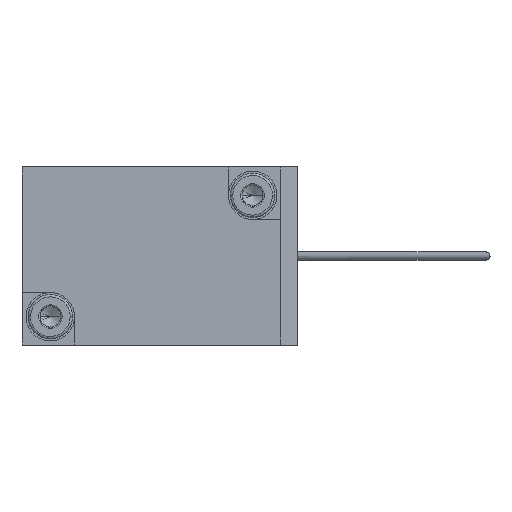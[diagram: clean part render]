
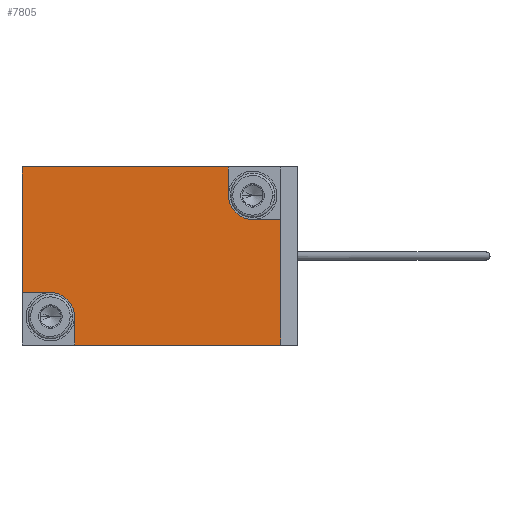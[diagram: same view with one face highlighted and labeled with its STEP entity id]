
A CAD part, front view. The second image highlights one B-rep face of the part: STEP entity #7805.
In plain terms, the highlighted planar face has unit normal (0, -1, 0).
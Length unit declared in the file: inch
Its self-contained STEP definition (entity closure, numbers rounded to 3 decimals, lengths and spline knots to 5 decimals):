
#42 = DIRECTION ( 'NONE',  ( 0., 0., 1. ) ) ;
#70 = CARTESIAN_POINT ( 'NONE',  ( -0.62992, 0., 0.43307 ) ) ;
#335 = DIRECTION ( 'NONE',  ( 1., 0., 0. ) ) ;
#786 = ORIENTED_EDGE ( 'NONE', *, *, #5734, .F. ) ;
#795 = CARTESIAN_POINT ( 'NONE',  ( -0.62992, 0., -0.17717 ) ) ;
#807 = CARTESIAN_POINT ( 'NONE',  ( -0.37402, 0., -0.29528 ) ) ;
#837 = CARTESIAN_POINT ( 'NONE',  ( -0.62992, 0., -0.43307 ) ) ;
#842 = DIRECTION ( 'NONE',  ( 0., 0., 1. ) ) ;
#1031 = VECTOR ( 'NONE', #5487, 39.37008 ) ;
#1436 = DIRECTION ( 'NONE',  ( 0., 1., 0. ) ) ;
#1653 = ORIENTED_EDGE ( 'NONE', *, *, #11790, .F. ) ;
#1782 = ORIENTED_EDGE ( 'NONE', *, *, #4123, .F. ) ;
#1816 = LINE ( 'NONE', #5661, #11948 ) ;
#1836 = DIRECTION ( 'NONE',  ( 0., -1., 0. ) ) ;
#1839 = ORIENTED_EDGE ( 'NONE', *, *, #4812, .T. ) ;
#1871 = VECTOR ( 'NONE', #3662, 39.37008 ) ;
#2187 = DIRECTION ( 'NONE',  ( -1., 0., 0. ) ) ;
#2230 = VERTEX_POINT ( 'NONE', #11508 ) ;
#2483 = VERTEX_POINT ( 'NONE', #7591 ) ;
#2760 = CARTESIAN_POINT ( 'NONE',  ( 0.49213, 0., 0.17717 ) ) ;
#2770 = EDGE_CURVE ( 'NONE', #2230, #5749, #12047, .T. ) ;
#2849 = LINE ( 'NONE', #4629, #5642 ) ;
#2921 = EDGE_LOOP ( 'NONE', ( #9413, #1782, #1839, #11323, #9022, #9968, #786, #8316, #6300, #1653 ) ) ;
#2947 = DIRECTION ( 'NONE',  ( 0., 0., 1. ) ) ;
#3118 = VECTOR ( 'NONE', #2947, 39.37008 ) ;
#3130 = CARTESIAN_POINT ( 'NONE',  ( -0.62992, 0., 0.43307 ) ) ;
#3131 = DIRECTION ( 'NONE',  ( 0., 0., -1. ) ) ;
#3321 = EDGE_CURVE ( 'NONE', #2483, #3954, #7396, .T. ) ;
#3662 = DIRECTION ( 'NONE',  ( -1., 0., 0. ) ) ;
#3954 = VERTEX_POINT ( 'NONE', #4837 ) ;
#4009 = LINE ( 'NONE', #10772, #4361 ) ;
#4123 = EDGE_CURVE ( 'NONE', #12211, #2230, #2849, .T. ) ;
#4170 = FACE_OUTER_BOUND ( 'NONE', #2921, .T. ) ;
#4199 = EDGE_CURVE ( 'NONE', #5167, #2483, #8239, .T. ) ;
#4361 = VECTOR ( 'NONE', #335, 39.37008 ) ;
#4629 = CARTESIAN_POINT ( 'NONE',  ( 0.37402, 0., -0.43307 ) ) ;
#4812 = EDGE_CURVE ( 'NONE', #12211, #12225, #8592, .T. ) ;
#4837 = CARTESIAN_POINT ( 'NONE',  ( -0.62992, 0., -0.17717 ) ) ;
#5050 = AXIS2_PLACEMENT_3D ( 'NONE', #5549, #1836, #842 ) ;
#5167 = VERTEX_POINT ( 'NONE', #807 ) ;
#5487 = DIRECTION ( 'NONE',  ( 0., 0., -1. ) ) ;
#5549 = CARTESIAN_POINT ( 'NONE',  ( 0.49213, 0., 0.29528 ) ) ;
#5560 = DIRECTION ( 'NONE',  ( 0., 0., -1. ) ) ;
#5573 = VERTEX_POINT ( 'NONE', #11592 ) ;
#5642 = VECTOR ( 'NONE', #5560, 39.37008 ) ;
#5661 = CARTESIAN_POINT ( 'NONE',  ( 0.62992, 0., 0.43307 ) ) ;
#5725 = DIRECTION ( 'NONE',  ( 0., 0., 1. ) ) ;
#5734 = EDGE_CURVE ( 'NONE', #5573, #5167, #8648, .T. ) ;
#5749 = VERTEX_POINT ( 'NONE', #2760 ) ;
#6292 = CARTESIAN_POINT ( 'NONE',  ( 0.62992, 0., 0.17717 ) ) ;
#6300 = ORIENTED_EDGE ( 'NONE', *, *, #8379, .T. ) ;
#7094 = CARTESIAN_POINT ( 'NONE',  ( 0.62992, 0., -0.43307 ) ) ;
#7396 = LINE ( 'NONE', #795, #1871 ) ;
#7591 = CARTESIAN_POINT ( 'NONE',  ( -0.49213, 0., -0.17717 ) ) ;
#7805 = ADVANCED_FACE ( 'NONE', ( #4170 ), #11703, .F. ) ;
#7882 = VERTEX_POINT ( 'NONE', #6292 ) ;
#7990 = CARTESIAN_POINT ( 'NONE',  ( 0.62992, 0., 0.17717 ) ) ;
#8239 = CIRCLE ( 'NONE', #9627, 0.11811 ) ;
#8316 = ORIENTED_EDGE ( 'NONE', *, *, #11817, .T. ) ;
#8379 = EDGE_CURVE ( 'NONE', #9772, #7882, #1816, .T. ) ;
#8462 = VECTOR ( 'NONE', #2187, 39.37008 ) ;
#8505 = CARTESIAN_POINT ( 'NONE',  ( -0.49213, 0., -0.29528 ) ) ;
#8592 = LINE ( 'NONE', #70, #8462 ) ;
#8648 = LINE ( 'NONE', #11394, #3118 ) ;
#8737 = VECTOR ( 'NONE', #8909, 39.37008 ) ;
#8846 = AXIS2_PLACEMENT_3D ( 'NONE', #11640, #1436, #3131 ) ;
#8909 = DIRECTION ( 'NONE',  ( 1., 0., 0. ) ) ;
#9022 = ORIENTED_EDGE ( 'NONE', *, *, #3321, .F. ) ;
#9413 = ORIENTED_EDGE ( 'NONE', *, *, #2770, .F. ) ;
#9627 = AXIS2_PLACEMENT_3D ( 'NONE', #8505, #10546, #42 ) ;
#9772 = VERTEX_POINT ( 'NONE', #7094 ) ;
#9968 = ORIENTED_EDGE ( 'NONE', *, *, #4199, .F. ) ;
#10546 = DIRECTION ( 'NONE',  ( 0., -1., 0. ) ) ;
#10671 = EDGE_CURVE ( 'NONE', #12225, #3954, #12281, .T. ) ;
#10772 = CARTESIAN_POINT ( 'NONE',  ( 0.62992, 0., -0.43307 ) ) ;
#11323 = ORIENTED_EDGE ( 'NONE', *, *, #10671, .T. ) ;
#11394 = CARTESIAN_POINT ( 'NONE',  ( -0.37402, 0., -0.43307 ) ) ;
#11508 = CARTESIAN_POINT ( 'NONE',  ( 0.37402, 0., 0.29528 ) ) ;
#11533 = LINE ( 'NONE', #7990, #8737 ) ;
#11576 = CARTESIAN_POINT ( 'NONE',  ( 0.37402, 0., 0.43307 ) ) ;
#11592 = CARTESIAN_POINT ( 'NONE',  ( -0.37402, 0., -0.43307 ) ) ;
#11640 = CARTESIAN_POINT ( 'NONE',  ( 0.62992, 0., -0.43307 ) ) ;
#11703 = PLANE ( 'NONE',  #8846 ) ;
#11790 = EDGE_CURVE ( 'NONE', #5749, #7882, #11533, .T. ) ;
#11817 = EDGE_CURVE ( 'NONE', #5573, #9772, #4009, .T. ) ;
#11948 = VECTOR ( 'NONE', #5725, 39.37008 ) ;
#12047 = CIRCLE ( 'NONE', #5050, 0.11811 ) ;
#12211 = VERTEX_POINT ( 'NONE', #11576 ) ;
#12225 = VERTEX_POINT ( 'NONE', #3130 ) ;
#12281 = LINE ( 'NONE', #837, #1031 ) ;
